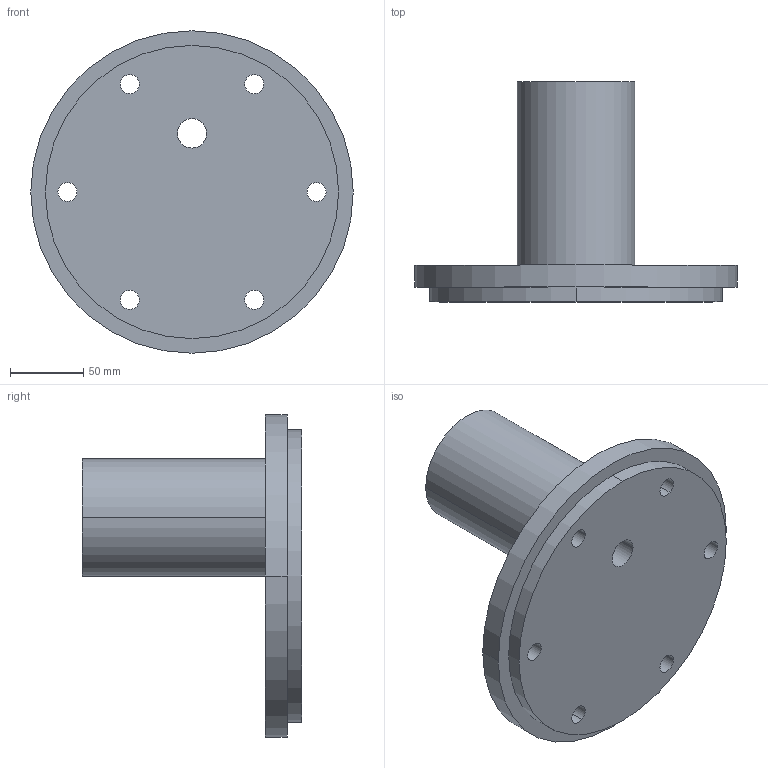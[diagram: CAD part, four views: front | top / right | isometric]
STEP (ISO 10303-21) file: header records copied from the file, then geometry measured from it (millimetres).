
FILE_DESCRIPTION((''),'2;1');
FILE_NAME('RYS_9_4','2018-03-08T22:33:39',('GKam'),(''),'CREO PARAMETRIC BY PTC INC, 2016510','CREO PARAMETRIC BY PTC INC, 2016510','');
FILE_SCHEMA(('AP242_MANAGED_MODEL_BASED_3D_ENGINEERING_MIM_LF { 1 0 10303 442 1 1 4 }'));
Length unit declared in the file: millimetre
Products named in the file (1): RYS_9_4
Bounding box: 220 x 150 x 220 mm (x, y, z)
Volume: 1340553.7 mm3; surface area: 146822.3 mm2
Topology: 1 solids, 1 shells, 51 faces, 114 edges, 76 vertices
Faces by surface type: cylinder 38, plane 13
Entity records: 2228 total; most frequent: DIRECTION 332, CARTESIAN_POINT 269, ORIENTED_EDGE 228, AXIS2_PLACEMENT_3D 142, EDGE_CURVE 114, VERTEX_POINT 76, EDGE_LOOP 76, CIRCLE 76
